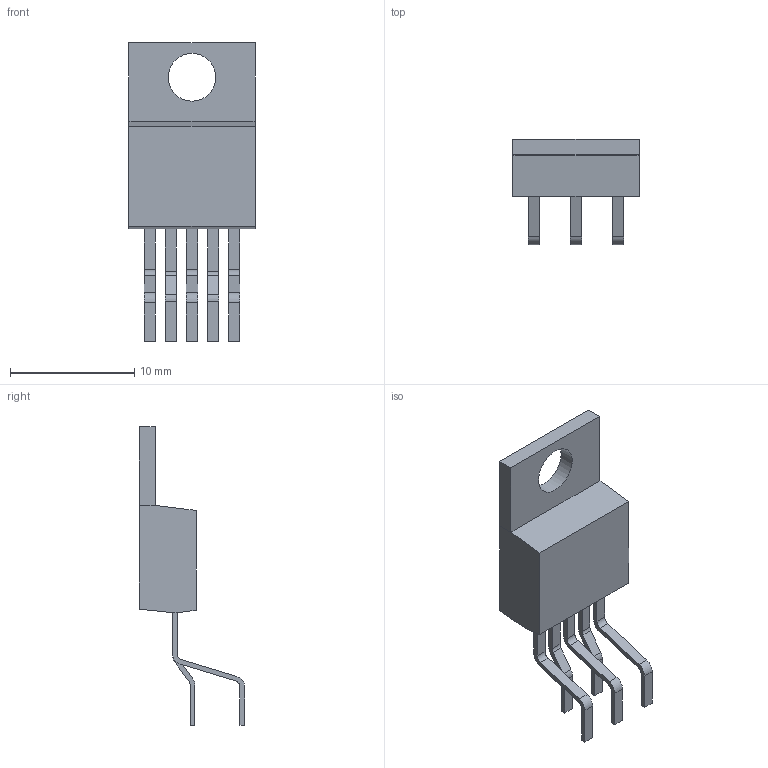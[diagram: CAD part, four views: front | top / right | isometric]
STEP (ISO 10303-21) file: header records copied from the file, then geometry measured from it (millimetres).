
FILE_DESCRIPTION(('FreeCAD Model'),'2;1');
FILE_NAME( 'to220-5.step', '2018-05-08T17:56:15',('kicad StepUp'),('ksu MCAD'), 'Open CASCADE STEP processor 6.5','FreeCAD','Unknown');
FILE_SCHEMA(('AUTOMOTIVE_DESIGN_CC2 { 1 2 10303 214 -1 1 5 4 }'));
Length unit declared in the file: millimetre
Products named in the file (5): ASSEMBLY; Array; Array001; Pocket; Pocket001
Assembly tree (4 placements, depth 2):
  ASSEMBLY
    Array
    Array001
    Pocket
    Pocket001
Bounding box: 10.16 x 8.47 x 24.07 mm (x, y, z)
Volume: 475.8 mm3; surface area: 782.4 mm2
Topology: 7 solids, 7 shells, 95 faces, 242 edges, 161 vertices
Faces by surface type: plane 74, cylinder 21
Full cylindrical faces by diameter (mm): 3.84 x1
Entity records: 3596 total; most frequent: CARTESIAN_POINT 503, DIRECTION 485, ORIENTED_EDGE 484, EDGE_CURVE 242, LINE 199, VECTOR 199, VERTEX_POINT 161, AXIS2_PLACEMENT_3D 143
